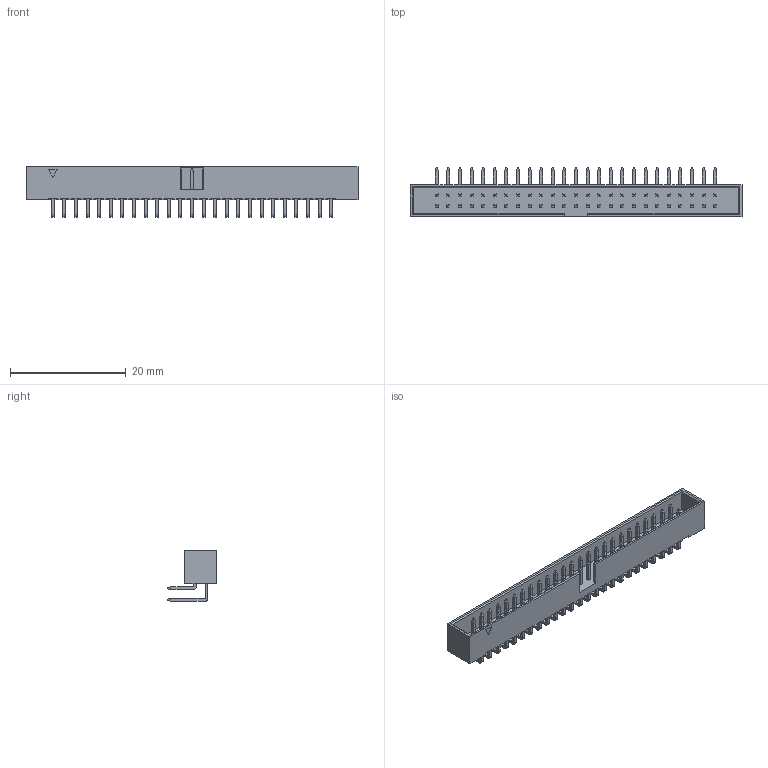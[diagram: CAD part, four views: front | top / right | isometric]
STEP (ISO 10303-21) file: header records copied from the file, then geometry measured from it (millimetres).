
FILE_DESCRIPTION(/* description */ ('Unknown'),/* implementation_level */ '2;1');
FILE_NAME(/* name */ '62505021721',/* time_stamp */ '2018-10-31T13:31:58+01:00',/* author */ ('Unknown'),/* organization */ ('Unknown'),/* preprocessor_version */ 'ST-DEVELOPER v16.7',/* originating_system */ 'DEX',/* authorisation */ $);
FILE_SCHEMA (('AUTOMOTIVE_DESIGN {1 0 10303 214 3 1 1}'));
Length unit declared in the file: millimetre
Products named in the file (4): 6250xx21721; 62505021621; 6250xx21721_PIN; 6250xx21721_PIN_LONG
Assembly tree (51 placements, depth 2):
  6250xx21721
    62505021621
    6250xx21721_PIN  x25
    6250xx21721_PIN_LONG  x25
Bounding box: 57.25 x 8.5 x 8.7 mm (x, y, z)
Volume: 876.1 mm3; surface area: 3230.4 mm2
Topology: 51 solids, 51 shells, 1373 faces, 3406 edges, 2136 vertices
Faces by surface type: plane 1323, cylinder 50
Entity records: 18734 total; most frequent: CARTESIAN_POINT 3319, ORIENTED_EDGE 3260, DIRECTION 2852, EDGE_CURVE 1630, LINE 1626, VECTOR 1626, VERTEX_POINT 1080, EDGE_LOOP 658
